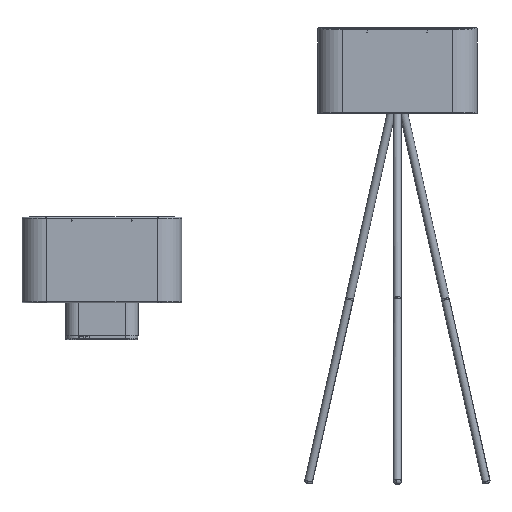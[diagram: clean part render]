
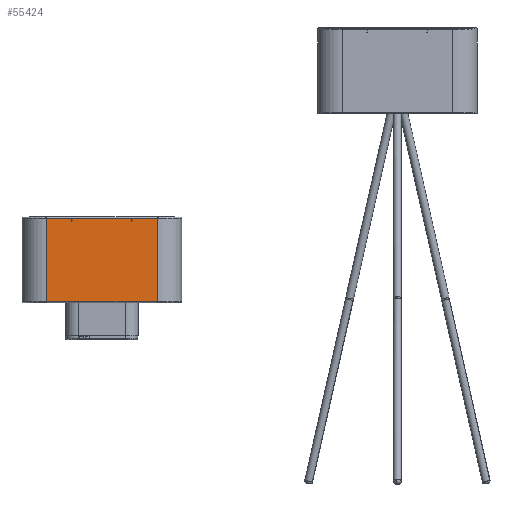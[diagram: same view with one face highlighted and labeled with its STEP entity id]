
A CAD part, top view. The second image highlights one B-rep face of the part: STEP entity #55424.
In plain terms, the highlighted planar face has unit normal (0, 0, 1).
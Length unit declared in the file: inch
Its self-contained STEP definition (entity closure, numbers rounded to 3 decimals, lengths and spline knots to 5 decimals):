
#4984 = LINE ( 'NONE', #50956, #97453 ) ;
#5282 = PLANE ( 'NONE',  #112933 ) ;
#7998 = CARTESIAN_POINT ( 'NONE',  ( 14.63391, -12.99148, -1.43209 ) ) ;
#12743 = LINE ( 'NONE', #58738, #21357 ) ;
#15938 = CARTESIAN_POINT ( 'NONE',  ( 14.63391, -1.46914, -1.43209 ) ) ;
#21181 = EDGE_CURVE ( 'NONE', #60701, #113058, #4984, .T. ) ;
#21357 = VECTOR ( 'NONE', #104721, 39.37008 ) ;
#23412 = CARTESIAN_POINT ( 'NONE',  ( 29.86468, -1.46914, -1.43209 ) ) ;
#25418 = ORIENTED_EDGE ( 'NONE', *, *, #21181, .F. ) ;
#37837 = VERTEX_POINT ( 'NONE', #108261 ) ;
#41822 = CARTESIAN_POINT ( 'NONE',  ( 29.86468, -12.99148, -1.43209 ) ) ;
#44859 = DIRECTION ( 'NONE',  ( 0., 1., 0. ) ) ;
#50956 = CARTESIAN_POINT ( 'NONE',  ( 29.86468, -1.46914, -1.43209 ) ) ;
#51259 = CARTESIAN_POINT ( 'NONE',  ( 29.86468, -13.14429, -1.43209 ) ) ;
#55424 = ADVANCED_FACE ( 'NONE', ( #108587 ), #5282, .F. ) ;
#58738 = CARTESIAN_POINT ( 'NONE',  ( 29.86468, -13.14429, -1.43209 ) ) ;
#60701 = VERTEX_POINT ( 'NONE', #15938 ) ;
#62252 = ORIENTED_EDGE ( 'NONE', *, *, #116922, .F. ) ;
#68771 = EDGE_LOOP ( 'NONE', ( #83783, #25418, #111587, #62252 ) ) ;
#79112 = EDGE_CURVE ( 'NONE', #113058, #37837, #12743, .T. ) ;
#83783 = ORIENTED_EDGE ( 'NONE', *, *, #79112, .F. ) ;
#87753 = EDGE_CURVE ( 'NONE', #127723, #60701, #102171, .T. ) ;
#87837 = DIRECTION ( 'NONE',  ( -1., 0., 0. ) ) ;
#96965 = DIRECTION ( 'NONE',  ( 1., 0., 0. ) ) ;
#97270 = DIRECTION ( 'NONE',  ( 0., 0., -1. ) ) ;
#97453 = VECTOR ( 'NONE', #96965, 39.37008 ) ;
#102171 = LINE ( 'NONE', #148154, #129529 ) ;
#104721 = DIRECTION ( 'NONE',  ( 0., -1., 0. ) ) ;
#108261 = CARTESIAN_POINT ( 'NONE',  ( 29.86468, -12.99148, -1.43209 ) ) ;
#108587 = FACE_OUTER_BOUND ( 'NONE', #68771, .T. ) ;
#111587 = ORIENTED_EDGE ( 'NONE', *, *, #87753, .F. ) ;
#112933 = AXIS2_PLACEMENT_3D ( 'NONE', #51259, #97270, #143258 ) ;
#113058 = VERTEX_POINT ( 'NONE', #23412 ) ;
#116922 = EDGE_CURVE ( 'NONE', #37837, #127723, #145118, .T. ) ;
#121079 = VECTOR ( 'NONE', #87837, 39.37008 ) ;
#127723 = VERTEX_POINT ( 'NONE', #7998 ) ;
#129529 = VECTOR ( 'NONE', #44859, 39.37008 ) ;
#143258 = DIRECTION ( 'NONE',  ( 1., 0., 0. ) ) ;
#145118 = LINE ( 'NONE', #41822, #121079 ) ;
#148154 = CARTESIAN_POINT ( 'NONE',  ( 14.63391, -13.14429, -1.43209 ) ) ;
